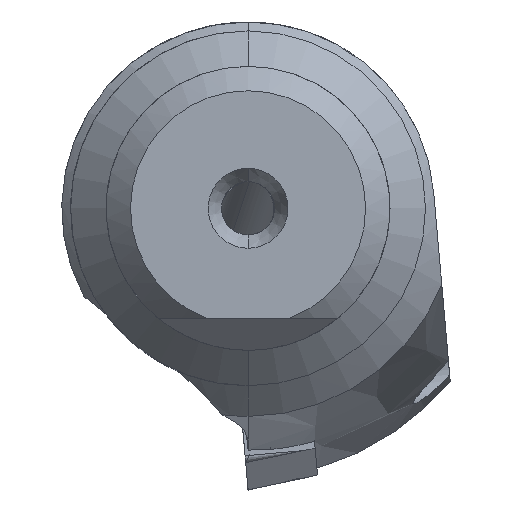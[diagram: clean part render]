
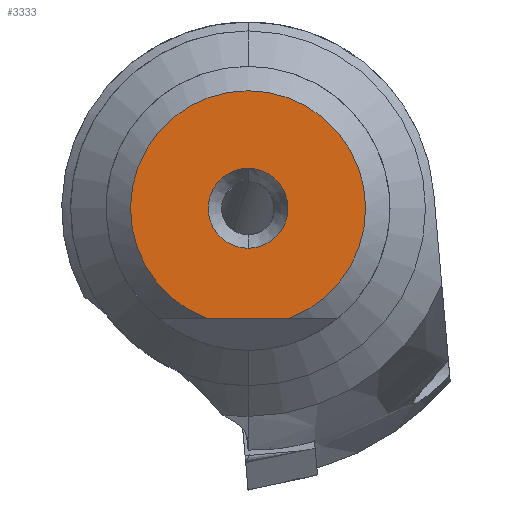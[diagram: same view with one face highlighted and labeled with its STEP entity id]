
A CAD part, left-side view. The second image highlights one B-rep face of the part: STEP entity #3333.
In plain terms, the highlighted planar face has unit normal (-1, 0, 0).
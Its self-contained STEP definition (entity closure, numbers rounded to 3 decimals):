
#129 = VERTEX_POINT ( 'NONE', #1933 ) ;
#130 = VERTEX_POINT ( 'NONE', #1934 ) ;
#163 = VERTEX_POINT ( 'NONE', #1967 ) ;
#165 = VERTEX_POINT ( 'NONE', #1969 ) ;
#412 = ORIENTED_EDGE ( 'NONE', *, *, #1851, .F. ) ;
#413 = ORIENTED_EDGE ( 'NONE', *, *, #4600, .F. ) ;
#414 = ORIENTED_EDGE ( 'NONE', *, *, #1884, .T. ) ;
#415 = ORIENTED_EDGE ( 'NONE', *, *, #1827, .T. ) ;
#653 = LINE ( 'NONE', #2133, #656 ) ;
#656 = VECTOR ( 'NONE', #2135, 1000. ) ;
#679 = CIRCLE ( 'NONE', #1262, 2.25 ) ;
#702 = CIRCLE ( 'NONE', #1241, 6.625 ) ;
#822 = FACE_BOUND ( 'NONE', #1586, .T. ) ;
#827 = FACE_OUTER_BOUND ( 'NONE', #1588, .T. ) ;
#887 = CIRCLE ( 'NONE', #1178, 2.25 ) ;
#1153 = AXIS2_PLACEMENT_3D ( 'NONE', #2686, #2692, #2693 ) ;
#1178 = AXIS2_PLACEMENT_3D ( 'NONE', #2899, #2900, #2901 ) ;
#1241 = AXIS2_PLACEMENT_3D ( 'NONE', #2354, #2355, #2356 ) ;
#1262 = AXIS2_PLACEMENT_3D ( 'NONE', #2212, #2213, #2214 ) ;
#1586 = EDGE_LOOP ( 'NONE', ( #412, #413 ) ) ;
#1588 = EDGE_LOOP ( 'NONE', ( #414, #415 ) ) ;
#1827 = EDGE_CURVE ( 'NONE', #163, #165, #653, .T. ) ;
#1851 = EDGE_CURVE ( 'NONE', #130, #129, #679, .T. ) ;
#1884 = EDGE_CURVE ( 'NONE', #165, #163, #702, .T. ) ;
#1933 = CARTESIAN_POINT ( 'NONE',  ( 0., 0., -2.25 ) ) ;
#1934 = CARTESIAN_POINT ( 'NONE',  ( 0., 0., 2.25 ) ) ;
#1967 = CARTESIAN_POINT ( 'NONE',  ( 0., 2.335, -6.2 ) ) ;
#1969 = CARTESIAN_POINT ( 'NONE',  ( 0., -2.335, -6.2 ) ) ;
#2133 = CARTESIAN_POINT ( 'NONE',  ( 0., 2.25, -6.2 ) ) ;
#2135 = DIRECTION ( 'NONE',  ( 0., -1., 0. ) ) ;
#2212 = CARTESIAN_POINT ( 'NONE',  ( 0., 0., 0. ) ) ;
#2213 = DIRECTION ( 'NONE',  ( -1., 0., 0. ) ) ;
#2214 = DIRECTION ( 'NONE',  ( 0., 0., 1. ) ) ;
#2354 = CARTESIAN_POINT ( 'NONE',  ( 0., 0., 0. ) ) ;
#2355 = DIRECTION ( 'NONE',  ( -1., 0., 0. ) ) ;
#2356 = DIRECTION ( 'NONE',  ( 0., 0., 1. ) ) ;
#2686 = CARTESIAN_POINT ( 'NONE',  ( 0., 2.25, 0. ) ) ;
#2687 = PLANE ( 'NONE',  #1153 ) ;
#2692 = DIRECTION ( 'NONE',  ( 1., 0., 0. ) ) ;
#2693 = DIRECTION ( 'NONE',  ( 0., 0., -1. ) ) ;
#2899 = CARTESIAN_POINT ( 'NONE',  ( 0., 0., 0. ) ) ;
#2900 = DIRECTION ( 'NONE',  ( -1., 0., 0. ) ) ;
#2901 = DIRECTION ( 'NONE',  ( 0., 0., 1. ) ) ;
#3333 = ADVANCED_FACE ( 'NONE', ( #822, #827 ), #2687, .F. ) ;
#4600 = EDGE_CURVE ( 'NONE', #129, #130, #887, .T. ) ;
